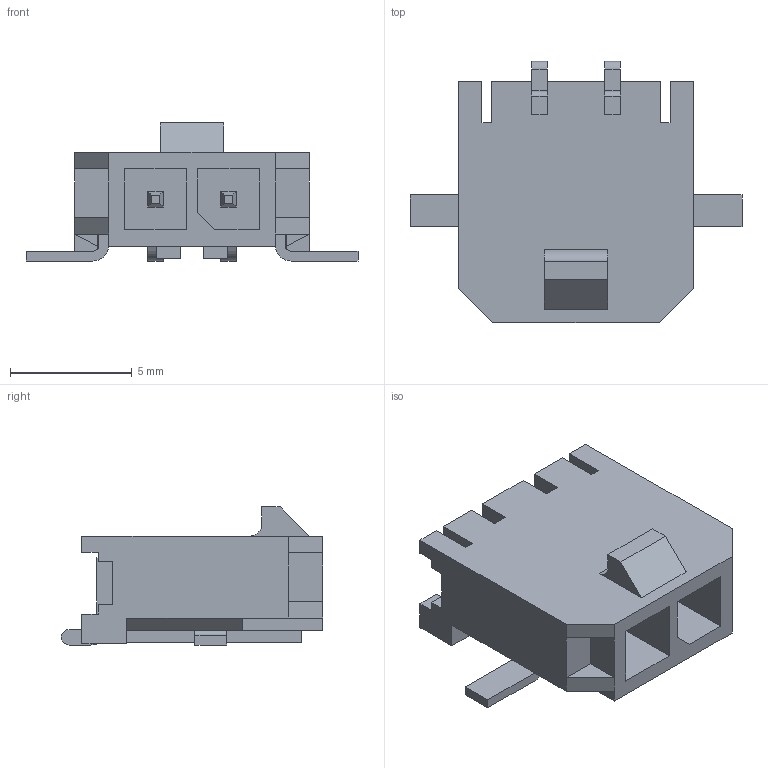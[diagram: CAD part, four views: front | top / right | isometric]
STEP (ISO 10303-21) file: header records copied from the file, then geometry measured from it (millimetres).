
FILE_DESCRIPTION(('FreeCAD Model'),'2;1');
FILE_NAME('Fusion.step','2017-01-16T14:14:07',( 'kicad StepUp'),('ksu MCAD'),'Open CASCADE STEP processor 6.8', 'FreeCAD','Unknown');
FILE_SCHEMA(('AUTOMOTIVE_DESIGN_CC2 { 1 2 10303 214 -1 1 5 4 }'));
Length unit declared in the file: millimetre
Products named in the file (1): Fusion
Bounding box: 13.65 x 10.74 x 5.67 mm (x, y, z)
Volume: 256.3 mm3; surface area: 610 mm2
Topology: 2 solids, 2 shells, 192 faces, 529 edges, 338 vertices
Faces by surface type: plane 181, cylinder 11
Entity records: 5995 total; most frequent: CARTESIAN_POINT 1060, ORIENTED_EDGE 1058, DIRECTION 945, EDGE_CURVE 529, LINE 499, VECTOR 499, VERTEX_POINT 338, AXIS2_PLACEMENT_3D 223
